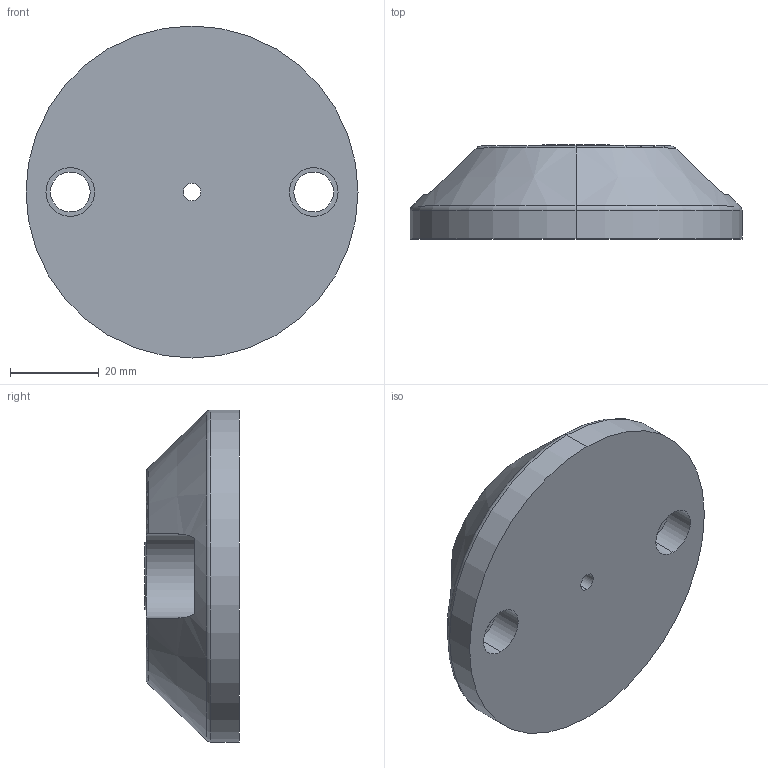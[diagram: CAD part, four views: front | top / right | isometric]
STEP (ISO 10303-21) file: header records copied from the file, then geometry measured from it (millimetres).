
FILE_DESCRIPTION (( 'STEP AP214' ), '1' );
FILE_NAME ('T31 Ïÿòêà îïîðû ðåãóëèðóåìîé Ô75.STEP', '2019-05-27T08:16:43', ( 'Windows User' ), ( '' ), 'SwSTEP 2.0', 'SolidWorks 2018', '' );
FILE_SCHEMA (( 'AUTOMOTIVE_DESIGN' ));
Length unit declared in the file: millimetre
Products named in the file (1): T31 Ïÿòêà îïîðû ðåãóëèðóåìîé Ô75
Bounding box: 75 x 21.3 x 75 mm (x, y, z)
Volume: 62767.1 mm3; surface area: 13439.4 mm2
Topology: 1 solids, 1 shells, 46 faces, 112 edges, 69 vertices
Faces by surface type: cylinder 22, plane 11, cone 6, torus 5, sphere 2
Entity records: 1440 total; most frequent: CARTESIAN_POINT 290, DIRECTION 256, ORIENTED_EDGE 220, AXIS2_PLACEMENT_3D 111, EDGE_CURVE 110, VERTEX_POINT 69, CIRCLE 64, EDGE_LOOP 55
